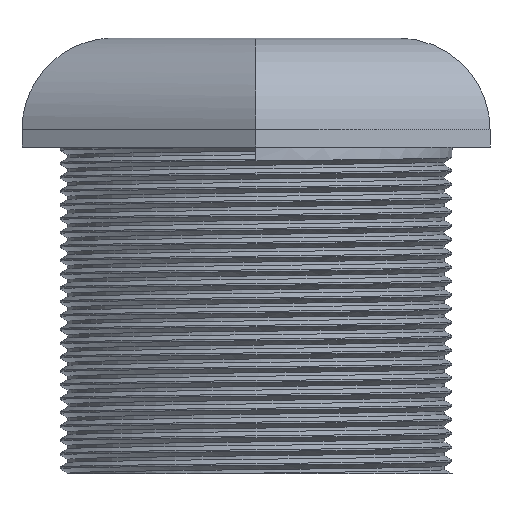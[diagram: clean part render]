
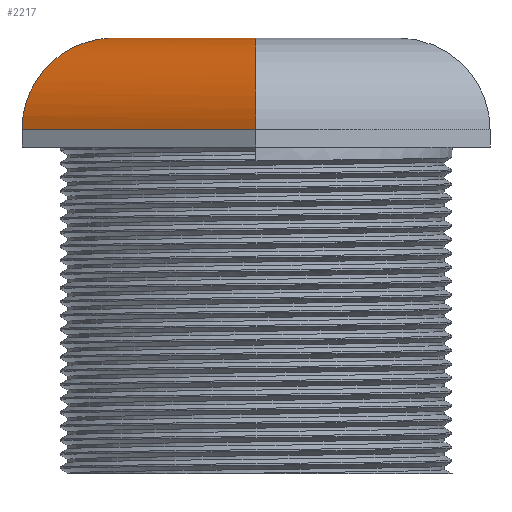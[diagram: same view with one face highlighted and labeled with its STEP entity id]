
A CAD part, left-side view. The second image highlights one B-rep face of the part: STEP entity #2217.
In plain terms, the highlighted cylindrical face has radius 2.1 mm (diameter 4.2 mm), a partial arc.
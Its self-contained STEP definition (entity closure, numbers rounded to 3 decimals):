
#14 = CARTESIAN_POINT ( 'NONE',  ( -3.1, 5.369, 7.9 ) ) ;
#138 = VERTEX_POINT ( 'NONE', #2349 ) ;
#440 = VERTEX_POINT ( 'NONE', #4043 ) ;
#603 = ORIENTED_EDGE ( 'NONE', *, *, #1311, .F. ) ;
#635 = EDGE_CURVE ( 'NONE', #1296, #3515, #2731, .T. ) ;
#692 = EDGE_CURVE ( 'NONE', #440, #138, #4254, .T. ) ;
#771 = DIRECTION ( 'NONE',  ( -0.5, -0.866, 0. ) ) ;
#1102 = CARTESIAN_POINT ( 'NONE',  ( -3.775, 0., 10. ) ) ;
#1151 = LINE ( 'NONE', #2671, #1717 ) ;
#1173 = DIRECTION ( 'NONE',  ( 0.5, 0.866, 0. ) ) ;
#1296 = VERTEX_POINT ( 'NONE', #3428 ) ;
#1311 = EDGE_CURVE ( 'NONE', #138, #1296, #3856, .T. ) ;
#1341 = ORIENTED_EDGE ( 'NONE', *, *, #635, .F. ) ;
#1448 = CARTESIAN_POINT ( 'NONE',  ( -3.1, 5.369, 9.13 ) ) ;
#1496 = DIRECTION ( 'NONE',  ( -0.5, -0.866, 0. ) ) ;
#1717 = VECTOR ( 'NONE', #771, 1000. ) ;
#1775 = CARTESIAN_POINT ( 'NONE',  ( -3.1, 5.369, 7.9 ) ) ;
#1797 = CARTESIAN_POINT ( 'NONE',  ( -2.598, 4.5, 10. ) ) ;
#2217 = ADVANCED_FACE ( 'NONE', ( #3110 ), #2717, .T. ) ;
#2226 = CARTESIAN_POINT ( 'NONE',  ( -1.888, 3.269, 10. ) ) ;
#2256 = ORIENTED_EDGE ( 'NONE', *, *, #4126, .F. ) ;
#2349 = CARTESIAN_POINT ( 'NONE',  ( -6.2, 0., 7.9 ) ) ;
#2649 = CARTESIAN_POINT ( 'NONE',  ( -6.2, 0., 9.13 ) ) ;
#2671 = CARTESIAN_POINT ( 'NONE',  ( -4.381, -1.05, 10. ) ) ;
#2717 = CYLINDRICAL_SURFACE ( 'NONE', #3600, 2.1 ) ;
#2731 =( BOUNDED_CURVE ( )  B_SPLINE_CURVE ( 3, ( #1775, #1448, #1797, #2226 ),
 .UNSPECIFIED., .F., .T. ) 
 B_SPLINE_CURVE_WITH_KNOTS ( ( 4, 4 ),
 ( 0., 1.571 ),
 .UNSPECIFIED. ) 
 CURVE ( )  GEOMETRIC_REPRESENTATION_ITEM ( )  RATIONAL_B_SPLINE_CURVE ( ( 1., 0.805, 0.805, 1. ) ) 
 REPRESENTATION_ITEM ( '' )  );
#3110 = FACE_OUTER_BOUND ( 'NONE', #4659, .T. ) ;
#3428 = CARTESIAN_POINT ( 'NONE',  ( -3.1, 5.369, 7.9 ) ) ;
#3515 = VERTEX_POINT ( 'NONE', #3866 ) ;
#3600 = AXIS2_PLACEMENT_3D ( 'NONE', #4153, #1496, #4232 ) ;
#3618 = VECTOR ( 'NONE', #1173, 1000. ) ;
#3713 = CARTESIAN_POINT ( 'NONE',  ( -5.196, 0., 10. ) ) ;
#3856 = LINE ( 'NONE', #14, #3618 ) ;
#3866 = CARTESIAN_POINT ( 'NONE',  ( -1.888, 3.269, 10. ) ) ;
#4043 = CARTESIAN_POINT ( 'NONE',  ( -3.775, 0., 10. ) ) ;
#4126 = EDGE_CURVE ( 'NONE', #3515, #440, #1151, .T. ) ;
#4153 = CARTESIAN_POINT ( 'NONE',  ( -2.831, 1.635, 7.9 ) ) ;
#4232 = DIRECTION ( 'NONE',  ( 0.866, -0.5, 0. ) ) ;
#4254 =( BOUNDED_CURVE ( )  B_SPLINE_CURVE ( 3, ( #1102, #3713, #2649, #4894 ),
 .UNSPECIFIED., .F., .T. ) 
 B_SPLINE_CURVE_WITH_KNOTS ( ( 4, 4 ),
 ( 4.712, 6.283 ),
 .UNSPECIFIED. ) 
 CURVE ( )  GEOMETRIC_REPRESENTATION_ITEM ( )  RATIONAL_B_SPLINE_CURVE ( ( 1., 0.805, 0.805, 1. ) ) 
 REPRESENTATION_ITEM ( '' )  );
#4659 = EDGE_LOOP ( 'NONE', ( #4703, #2256, #1341, #603 ) ) ;
#4703 = ORIENTED_EDGE ( 'NONE', *, *, #692, .F. ) ;
#4894 = CARTESIAN_POINT ( 'NONE',  ( -6.2, 0., 7.9 ) ) ;
